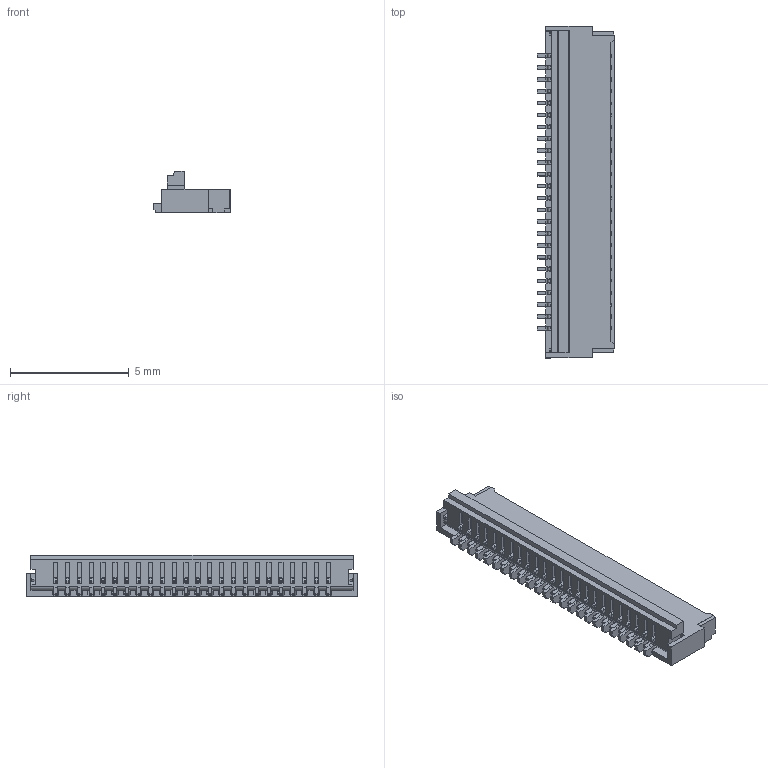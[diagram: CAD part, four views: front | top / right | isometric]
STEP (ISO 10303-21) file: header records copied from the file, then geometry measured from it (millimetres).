
FILE_DESCRIPTION(/* description */ (''),/* implementation_level */ '2;1');
FILE_NAME(/* name */ 'GCT - FFC2B28-24-G.step',/* time_stamp */ '2020-04-02T13:12:08+01:00',/* author */ (''),/* organization */ (''),/* preprocessor_version */ 'ST-DEVELOPER v18',/* originating_system */ 'Autodesk Translation Framework v8.12.0.6',/* authorisation */ '');
FILE_SCHEMA (('AUTOMOTIVE_DESIGN { 1 0 10303 214 3 1 1 }'));
Length unit declared in the file: millimetre
Products named in the file (1): GCT - FFC2B28-24-G
Bounding box: 3.25 x 14 x 1.75 mm (x, y, z)
Volume: 34.5 mm3; surface area: 259.2 mm2
Topology: 1 solids, 1 shells, 1569 faces, 4951 edges, 3170 vertices
Faces by surface type: plane 1342, cylinder 227
Entity records: 54895 total; most frequent: ORIENTED_EDGE 9902, CARTESIAN_POINT 9691, DIRECTION 8545, EDGE_CURVE 4951, LINE 4497, VECTOR 4497, VERTEX_POINT 3170, AXIS2_PLACEMENT_3D 2024
